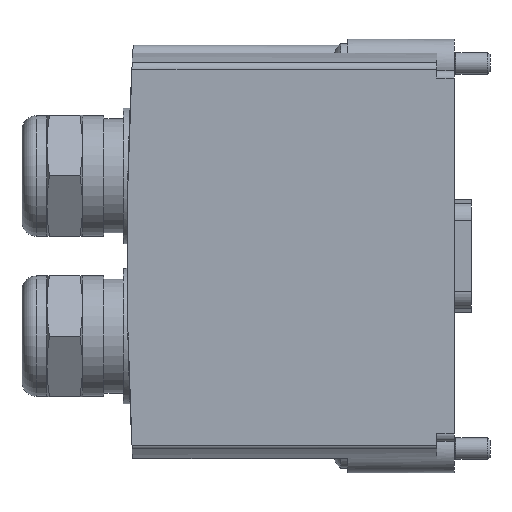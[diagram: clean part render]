
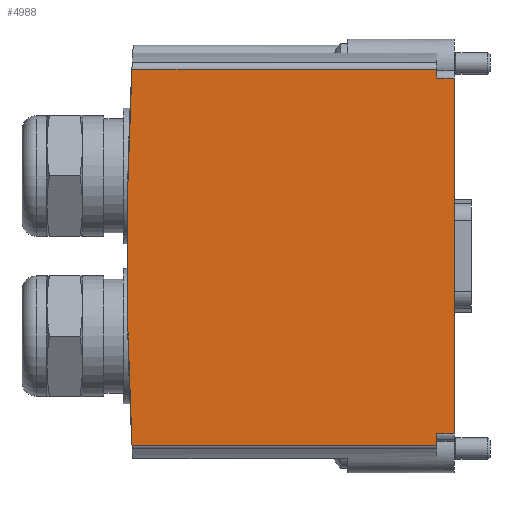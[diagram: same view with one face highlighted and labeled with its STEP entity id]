
A CAD part, left-side view. The second image highlights one B-rep face of the part: STEP entity #4988.
In plain terms, the highlighted planar face has unit normal (-1, 0, 0).
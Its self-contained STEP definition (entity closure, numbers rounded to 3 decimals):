
#233=CIRCLE('',#5235,500.);
#566=ORIENTED_EDGE('',*,*,#1496,.F.);
#567=ORIENTED_EDGE('',*,*,#1457,.T.);
#568=ORIENTED_EDGE('',*,*,#1497,.T.);
#569=ORIENTED_EDGE('',*,*,#1409,.F.);
#570=ORIENTED_EDGE('',*,*,#1498,.F.);
#571=ORIENTED_EDGE('',*,*,#1446,.T.);
#572=ORIENTED_EDGE('',*,*,#1499,.T.);
#573=ORIENTED_EDGE('',*,*,#1478,.F.);
#1409=EDGE_CURVE('',#1879,#1880,#233,.T.);
#1446=EDGE_CURVE('',#1908,#1907,#2183,.T.);
#1457=EDGE_CURVE('',#1915,#1914,#2190,.T.);
#1478=EDGE_CURVE('',#1928,#1929,#2204,.T.);
#1496=EDGE_CURVE('',#1915,#1928,#2216,.T.);
#1497=EDGE_CURVE('',#1914,#1880,#2217,.T.);
#1498=EDGE_CURVE('',#1908,#1879,#2218,.T.);
#1499=EDGE_CURVE('',#1907,#1929,#2219,.T.);
#1879=VERTEX_POINT('',#6879);
#1880=VERTEX_POINT('',#6881);
#1907=VERTEX_POINT('',#6957);
#1908=VERTEX_POINT('',#6959);
#1914=VERTEX_POINT('',#6979);
#1915=VERTEX_POINT('',#6981);
#1928=VERTEX_POINT('',#7019);
#1929=VERTEX_POINT('',#7020);
#2183=LINE('',#6958,#2433);
#2190=LINE('',#6980,#2440);
#2204=LINE('',#7018,#2454);
#2216=LINE('',#7050,#2466);
#2217=LINE('',#7051,#2467);
#2218=LINE('',#7052,#2468);
#2219=LINE('',#7053,#2469);
#2433=VECTOR('',#5750,1000.);
#2440=VECTOR('',#5773,1000.);
#2454=VECTOR('',#5809,1000.);
#2466=VECTOR('',#5837,1000.);
#2467=VECTOR('',#5838,1000.);
#2468=VECTOR('',#5839,1000.);
#2469=VECTOR('',#5840,1000.);
#2687=EDGE_LOOP('',(#566,#567,#568,#569,#570,#571,#572,#573));
#2987=FACE_BOUND('',#2687,.T.);
#3257=PLANE('',#5286);
#4988=ADVANCED_FACE('',(#2987),#3257,.F.);
#5235=AXIS2_PLACEMENT_3D('',#6880,#5683,#5684);
#5286=AXIS2_PLACEMENT_3D('',#7049,#5835,#5836);
#5683=DIRECTION('',(1.,0.,0.));
#5684=DIRECTION('',(0.,0.,-1.));
#5750=DIRECTION('',(0.,0.,1.));
#5773=DIRECTION('',(0.,0.,1.));
#5809=DIRECTION('',(0.,0.,-1.));
#5835=DIRECTION('',(1.,0.,0.));
#5836=DIRECTION('',(0.,0.,-1.));
#5837=DIRECTION('',(0.,-1.,0.));
#5838=DIRECTION('',(0.,1.,0.));
#5839=DIRECTION('',(0.,1.,0.));
#5840=DIRECTION('',(0.,-1.,0.));
#6879=CARTESIAN_POINT('',(-10.,45.292,-26.593));
#6880=CARTESIAN_POINT('',(-10.,-454.,0.));
#6881=CARTESIAN_POINT('',(-10.,45.311,26.243));
#6957=CARTESIAN_POINT('',(-10.,2.5,-25.));
#6958=CARTESIAN_POINT('',(-10.,2.5,0.));
#6959=CARTESIAN_POINT('',(-10.,2.5,-26.593));
#6979=CARTESIAN_POINT('',(-10.,2.5,26.243));
#6980=CARTESIAN_POINT('',(-10.,2.5,0.));
#6981=CARTESIAN_POINT('',(-10.,2.5,25.));
#7018=CARTESIAN_POINT('',(-10.,0.,31.5));
#7019=CARTESIAN_POINT('',(-10.,0.,25.));
#7020=CARTESIAN_POINT('',(-10.,0.,-25.));
#7049=CARTESIAN_POINT('',(-10.,-454.,0.));
#7050=CARTESIAN_POINT('',(-10.,2.5,25.));
#7051=CARTESIAN_POINT('',(-10.,0.,26.243));
#7052=CARTESIAN_POINT('',(-10.,0.,-26.593));
#7053=CARTESIAN_POINT('',(-10.,2.5,-25.));
